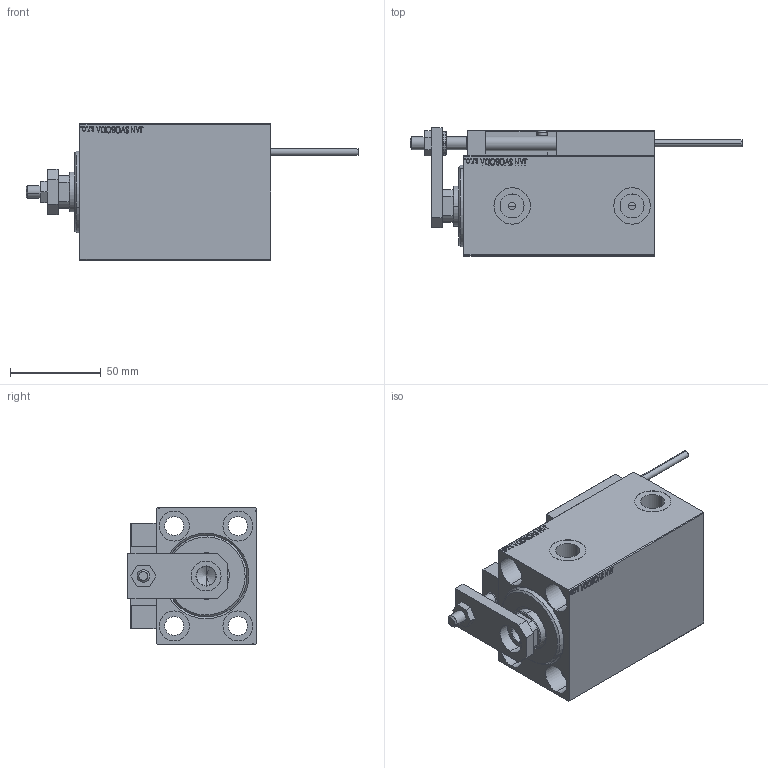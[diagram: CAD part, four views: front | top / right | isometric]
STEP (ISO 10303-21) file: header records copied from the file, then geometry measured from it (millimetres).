
FILE_DESCRIPTION (( 'STEP AP203' ), '1' );
FILE_NAME ('30ba.STEP', '2022-04-17T10:59:50', ( '' ), ( '' ), 'SwSTEP 2.0', 'SolidWorks 2019', '' );
FILE_SCHEMA (( 'CONFIG_CONTROL_DESIGN' ));
Length unit declared in the file: millimetre
Products named in the file (15): SWITCH DIM B,W 8544f15efd591f5949bccd006bb81863; MAGNET 8544f15efd591f5949bccd006bb81863; V450CM_C_VCP 8544f15efd591f5949bccd006bb81863; KONCOVKA 8544f15efd591f5949bccd006bb81863; NUT_D12 8544f15efd591f5949bccd006bb81863; ALLEN BOLT D8 8544f15efd591f5949bccd006bb81863; V450CM_C_Body 8544f15efd591f5949bccd006bb81863; Block 8544f15efd591f5949bccd006bb81863; TYC_L79 8544f15efd591f5949bccd006bb81863; ALLEN BOLT D5 8544f15efd591f5949bccd006bb81863; V450CM_VC_B 8544f15efd591f5949bccd006bb81863; SWITCH X 8544f15efd591f5949bccd006bb81863; 30ba; ZARAZKA 8544f15efd591f5949bccd006bb81863; SWITCH_X_FRONT_BACK 8544f15efd591f5949bccd006bb81863
Assembly tree (24 placements, depth 3):
  30ba
    V450CM_C_Body 8544f15efd591f5949bccd006bb81863
    SWITCH X 8544f15efd591f5949bccd006bb81863
      SWITCH_X_FRONT_BACK 8544f15efd591f5949bccd006bb81863  x2
      TYC_L79 8544f15efd591f5949bccd006bb81863
      Block 8544f15efd591f5949bccd006bb81863  x2
      ALLEN BOLT D5 8544f15efd591f5949bccd006bb81863  x4
      ALLEN BOLT D8 8544f15efd591f5949bccd006bb81863  x4
      MAGNET 8544f15efd591f5949bccd006bb81863  x2
      KONCOVKA 8544f15efd591f5949bccd006bb81863  x2
    NUT_D12 8544f15efd591f5949bccd006bb81863
    SWITCH DIM B,W 8544f15efd591f5949bccd006bb81863
    ZARAZKA 8544f15efd591f5949bccd006bb81863
    V450CM_C_VCP 8544f15efd591f5949bccd006bb81863
    V450CM_VC_B 8544f15efd591f5949bccd006bb81863
Bounding box: 182.7 x 70.5 x 75 mm (x, y, z)
Volume: 411486.5 mm3; surface area: 105219 mm2
Topology: 23 solids, 23 shells, 1299 faces, 3114 edges, 1991 vertices
Faces by surface type: plane 565, bspline 380, cylinder 200, cone 106, torus 44, sphere 4
Entity records: 50925 total; most frequent: CARTESIAN_POINT 26223, ORIENTED_EDGE 5248, DIRECTION 3550, EDGE_CURVE 2624, VERTEX_POINT 1715, VECTOR 1502, LINE 1502, EDGE_LOOP 1215
